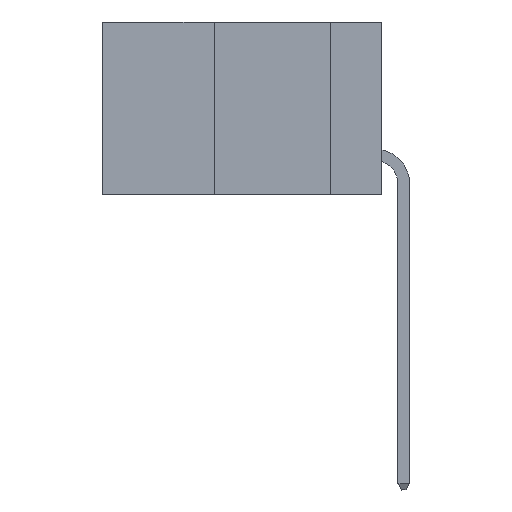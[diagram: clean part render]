
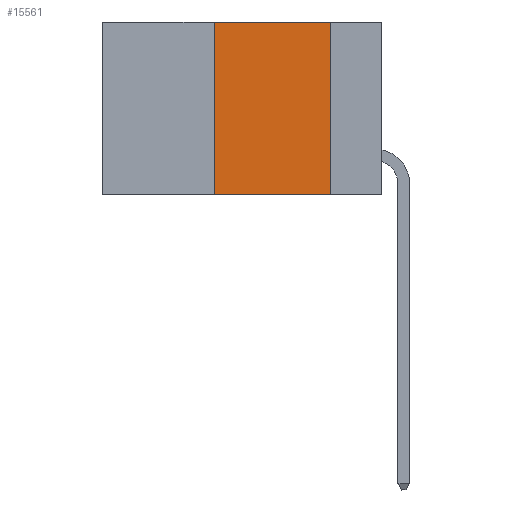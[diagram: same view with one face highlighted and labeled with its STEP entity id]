
A CAD part, left-side view. The second image highlights one B-rep face of the part: STEP entity #15561.
In plain terms, the highlighted planar face has unit normal (-1, 0, 0).
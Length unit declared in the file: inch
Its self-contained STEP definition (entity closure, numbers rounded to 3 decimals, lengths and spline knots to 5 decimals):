
#110 = EDGE_CURVE ( 'NONE', #44175, #6605, #12771, .T. ) ;
#5010 = VECTOR ( 'NONE', #37650, 39.37008 ) ;
#5913 = CARTESIAN_POINT ( 'NONE',  ( 0., 0.11, 0. ) ) ;
#6605 = VERTEX_POINT ( 'NONE', #41551 ) ;
#7529 = VERTEX_POINT ( 'NONE', #15065 ) ;
#8968 = CARTESIAN_POINT ( 'NONE',  ( 0., 0.6, 0. ) ) ;
#11249 = AXIS2_PLACEMENT_3D ( 'NONE', #17923, #21769, #40971 ) ;
#12045 = EDGE_LOOP ( 'NONE', ( #19275, #30835, #16323, #23814 ) ) ;
#12439 = CARTESIAN_POINT ( 'NONE',  ( 0., 0.6, -0.37 ) ) ;
#12771 = LINE ( 'NONE', #13534, #5010 ) ;
#13534 = CARTESIAN_POINT ( 'NONE',  ( 0., 0.11, 0. ) ) ;
#15065 = CARTESIAN_POINT ( 'NONE',  ( 0., 0.36, 0. ) ) ;
#15561 = ADVANCED_FACE ( 'NONE', ( #24756 ), #36817, .F. ) ;
#16323 = ORIENTED_EDGE ( 'NONE', *, *, #41643, .F. ) ;
#17923 = CARTESIAN_POINT ( 'NONE',  ( 0., 0.6, 0. ) ) ;
#19275 = ORIENTED_EDGE ( 'NONE', *, *, #110, .F. ) ;
#20146 = VERTEX_POINT ( 'NONE', #35615 ) ;
#21769 = DIRECTION ( 'NONE',  ( 1., 0., 0. ) ) ;
#22468 = DIRECTION ( 'NONE',  ( 0., -1., 0. ) ) ;
#22803 = EDGE_CURVE ( 'NONE', #7529, #44175, #48773, .T. ) ;
#23814 = ORIENTED_EDGE ( 'NONE', *, *, #42577, .T. ) ;
#24745 = CARTESIAN_POINT ( 'NONE',  ( 0., 0.36, 0. ) ) ;
#24756 = FACE_OUTER_BOUND ( 'NONE', #12045, .T. ) ;
#28549 = DIRECTION ( 'NONE',  ( 0., 0., 1. ) ) ;
#28845 = VECTOR ( 'NONE', #28549, 39.37008 ) ;
#30835 = ORIENTED_EDGE ( 'NONE', *, *, #22803, .F. ) ;
#35447 = DIRECTION ( 'NONE',  ( 0., -1., 0. ) ) ;
#35615 = CARTESIAN_POINT ( 'NONE',  ( 0., 0.36, -0.37 ) ) ;
#36817 = PLANE ( 'NONE',  #11249 ) ;
#37650 = DIRECTION ( 'NONE',  ( 0., 0., -1. ) ) ;
#38874 = LINE ( 'NONE', #24745, #28845 ) ;
#40971 = DIRECTION ( 'NONE',  ( 0., 0., -1. ) ) ;
#41551 = CARTESIAN_POINT ( 'NONE',  ( 0., 0.11, -0.37 ) ) ;
#41643 = EDGE_CURVE ( 'NONE', #20146, #7529, #38874, .T. ) ;
#42577 = EDGE_CURVE ( 'NONE', #20146, #6605, #44125, .T. ) ;
#43442 = VECTOR ( 'NONE', #35447, 39.37008 ) ;
#44125 = LINE ( 'NONE', #12439, #44695 ) ;
#44175 = VERTEX_POINT ( 'NONE', #5913 ) ;
#44695 = VECTOR ( 'NONE', #22468, 39.37008 ) ;
#48773 = LINE ( 'NONE', #8968, #43442 ) ;
